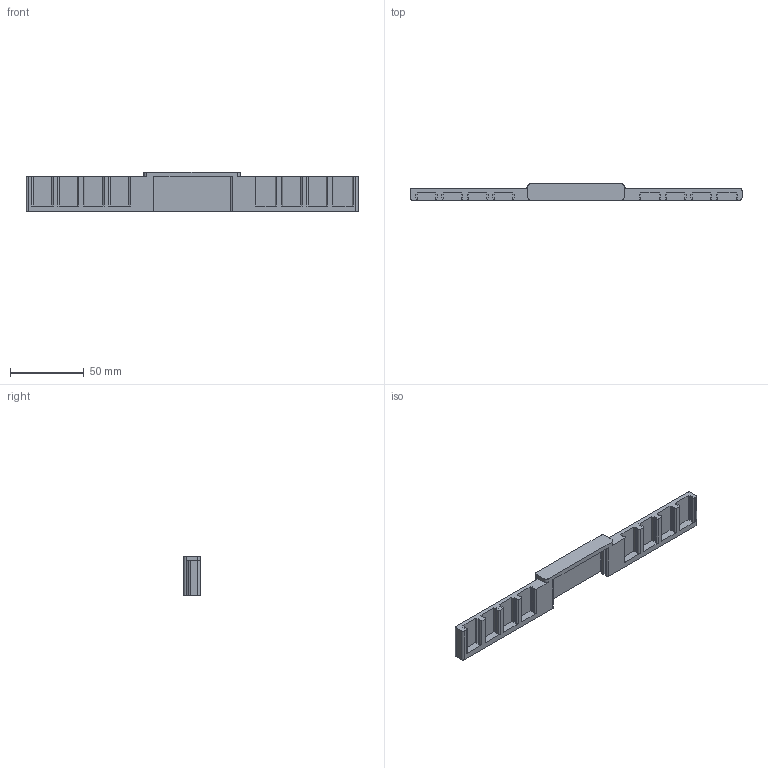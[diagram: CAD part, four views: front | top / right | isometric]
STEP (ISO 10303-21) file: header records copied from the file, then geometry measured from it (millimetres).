
FILE_DESCRIPTION(('FreeCAD Model'),'2;1');
FILE_NAME('Open CASCADE Shape Model','2022-03-25T11:55:17',('Author'),( ''),'Open CASCADE STEP processor 7.5','FreeCAD','Unknown');
FILE_SCHEMA(('AUTOMOTIVE_DESIGN { 1 0 10303 214 1 1 1 1 }'));
Length unit declared in the file: millimetre
Products named in the file (1): HolderV2
Bounding box: 225.2 x 11 x 27 mm (x, y, z)
Volume: 29298.9 mm3; surface area: 18407.7 mm2
Topology: 1 solids, 1 shells, 152 faces, 472 edges, 322 vertices
Faces by surface type: plane 124, cylinder 28
Entity records: 5250 total; most frequent: CARTESIAN_POINT 947, ORIENTED_EDGE 944, DIRECTION 834, EDGE_CURVE 472, LINE 416, VECTOR 416, VERTEX_POINT 322, AXIS2_PLACEMENT_3D 209
